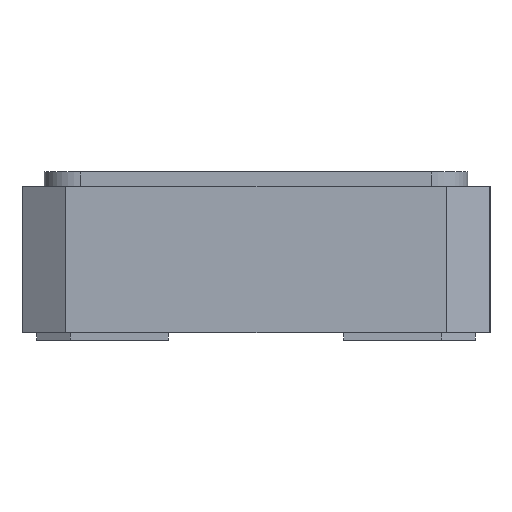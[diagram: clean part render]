
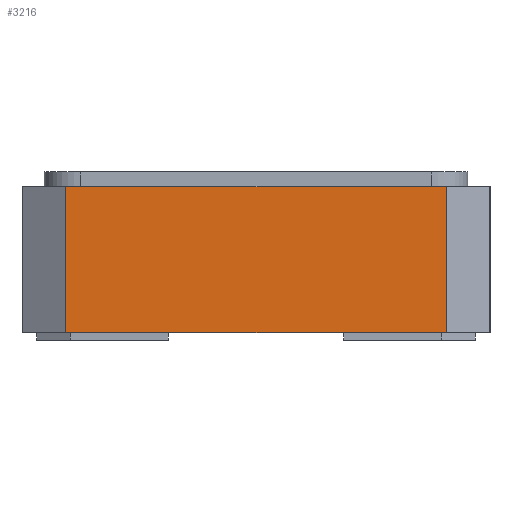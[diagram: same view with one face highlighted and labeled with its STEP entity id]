
A CAD part, left-side view. The second image highlights one B-rep face of the part: STEP entity #3216.
In plain terms, the highlighted planar face has unit normal (-1, 0, 0).
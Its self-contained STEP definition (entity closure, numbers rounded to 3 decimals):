
#275=FACE_OUTER_BOUND('',#460,.T.);
#460=EDGE_LOOP('',(#2141,#2142,#2143,#2144));
#661=LINE('',#4113,#992);
#662=LINE('',#4116,#993);
#663=LINE('',#4118,#994);
#664=LINE('',#4119,#995);
#992=VECTOR('',#3540,10.);
#993=VECTOR('',#3543,10.);
#994=VECTOR('',#3544,10.);
#995=VECTOR('',#3545,10.);
#1320=VERTEX_POINT('',#4109);
#1321=VERTEX_POINT('',#4111);
#1322=VERTEX_POINT('',#4115);
#1323=VERTEX_POINT('',#4117);
#1649=EDGE_CURVE('',#1320,#1321,#661,.T.);
#1650=EDGE_CURVE('',#1320,#1322,#662,.T.);
#1651=EDGE_CURVE('',#1323,#1321,#663,.T.);
#1652=EDGE_CURVE('',#1322,#1323,#664,.T.);
#2141=ORIENTED_EDGE('',*,*,#1650,.F.);
#2142=ORIENTED_EDGE('',*,*,#1649,.T.);
#2143=ORIENTED_EDGE('',*,*,#1651,.F.);
#2144=ORIENTED_EDGE('',*,*,#1652,.F.);
#3110=PLANE('',#3408);
#3216=ADVANCED_FACE('',(#275),#3110,.T.);
#3408=AXIS2_PLACEMENT_3D('',#4114,#3541,#3542);
#3540=DIRECTION('',(0.,0.,1.));
#3541=DIRECTION('center_axis',(-1.,0.,0.));
#3542=DIRECTION('ref_axis',(0.,-1.,0.));
#3543=DIRECTION('',(0.,1.,0.));
#3544=DIRECTION('',(0.,-1.,0.));
#3545=DIRECTION('',(0.,0.,1.));
#4109=CARTESIAN_POINT('',(-2.5,-1.3,0.));
#4111=CARTESIAN_POINT('',(-2.5,-1.3,1.));
#4113=CARTESIAN_POINT('',(-2.5,-1.3,0.));
#4114=CARTESIAN_POINT('Origin',(-2.5,1.3,0.));
#4115=CARTESIAN_POINT('',(-2.5,1.3,0.));
#4116=CARTESIAN_POINT('',(-2.5,-1.3,0.));
#4117=CARTESIAN_POINT('',(-2.5,1.3,1.));
#4118=CARTESIAN_POINT('',(-2.5,-1.3,1.));
#4119=CARTESIAN_POINT('',(-2.5,1.3,0.));
